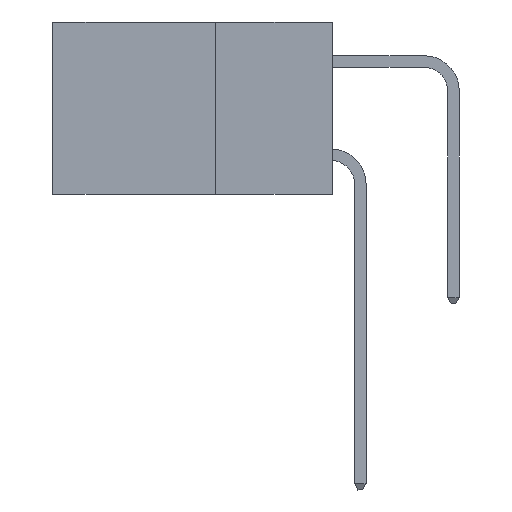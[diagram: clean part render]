
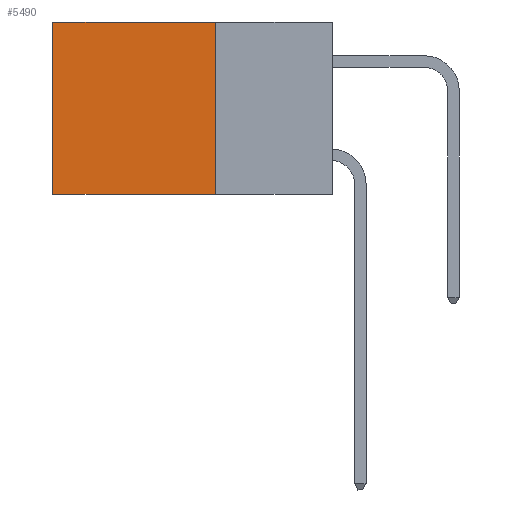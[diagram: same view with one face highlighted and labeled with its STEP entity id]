
A CAD part, left-side view. The second image highlights one B-rep face of the part: STEP entity #5490.
In plain terms, the highlighted planar face has unit normal (-1, 0, 0).
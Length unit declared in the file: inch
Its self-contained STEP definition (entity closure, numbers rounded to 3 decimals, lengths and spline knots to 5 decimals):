
#559 = EDGE_LOOP ( 'NONE', ( #15875, #22141, #9896, #16410 ) ) ;
#1329 = EDGE_CURVE ( 'NONE', #7102, #4761, #21415, .T. ) ;
#1787 = EDGE_CURVE ( 'NONE', #13698, #3462, #11251, .T. ) ;
#1921 = LINE ( 'NONE', #17520, #6670 ) ;
#3462 = VERTEX_POINT ( 'NONE', #18071 ) ;
#3500 = CARTESIAN_POINT ( 'NONE',  ( 0.2615, 0.25, 0. ) ) ;
#4761 = VERTEX_POINT ( 'NONE', #9129 ) ;
#5490 = ADVANCED_FACE ( 'NONE', ( #19934 ), #11720, .F. ) ;
#6670 = VECTOR ( 'NONE', #17432, 39.37008 ) ;
#7102 = VERTEX_POINT ( 'NONE', #3500 ) ;
#9129 = CARTESIAN_POINT ( 'NONE',  ( 0.2615, 0.6, 0. ) ) ;
#9896 = ORIENTED_EDGE ( 'NONE', *, *, #16104, .F. ) ;
#10281 = LINE ( 'NONE', #12244, #19516 ) ;
#10787 = AXIS2_PLACEMENT_3D ( 'NONE', #11365, #11040, #11036 ) ;
#10924 = VECTOR ( 'NONE', #22453, 39.37008 ) ;
#11036 = DIRECTION ( 'NONE',  ( 0., 0., -1. ) ) ;
#11040 = DIRECTION ( 'NONE',  ( 1., 0., 0. ) ) ;
#11251 = LINE ( 'NONE', #19883, #11865 ) ;
#11365 = CARTESIAN_POINT ( 'NONE',  ( 0.2615, 0.25, -0.37 ) ) ;
#11720 = PLANE ( 'NONE',  #10787 ) ;
#11865 = VECTOR ( 'NONE', #20231, 39.37008 ) ;
#12244 = CARTESIAN_POINT ( 'NONE',  ( 0.2615, 0.25, -0.37 ) ) ;
#13698 = VERTEX_POINT ( 'NONE', #24404 ) ;
#15875 = ORIENTED_EDGE ( 'NONE', *, *, #19175, .T. ) ;
#16104 = EDGE_CURVE ( 'NONE', #7102, #13698, #10281, .T. ) ;
#16410 = ORIENTED_EDGE ( 'NONE', *, *, #1329, .T. ) ;
#17432 = DIRECTION ( 'NONE',  ( 0., 0., -1. ) ) ;
#17520 = CARTESIAN_POINT ( 'NONE',  ( 0.2615, 0.6, -0.37 ) ) ;
#18071 = CARTESIAN_POINT ( 'NONE',  ( 0.2615, 0.6, -0.37 ) ) ;
#19175 = EDGE_CURVE ( 'NONE', #4761, #3462, #1921, .T. ) ;
#19516 = VECTOR ( 'NONE', #22078, 39.37008 ) ;
#19883 = CARTESIAN_POINT ( 'NONE',  ( 0.2615, 0.25, -0.37 ) ) ;
#19934 = FACE_OUTER_BOUND ( 'NONE', #559, .T. ) ;
#20231 = DIRECTION ( 'NONE',  ( 0., 1., 0. ) ) ;
#21415 = LINE ( 'NONE', #24965, #10924 ) ;
#22078 = DIRECTION ( 'NONE',  ( 0., 0., -1. ) ) ;
#22141 = ORIENTED_EDGE ( 'NONE', *, *, #1787, .F. ) ;
#22453 = DIRECTION ( 'NONE',  ( 0., 1., 0. ) ) ;
#24404 = CARTESIAN_POINT ( 'NONE',  ( 0.2615, 0.25, -0.37 ) ) ;
#24965 = CARTESIAN_POINT ( 'NONE',  ( 0.2615, 0.25, 0. ) ) ;
